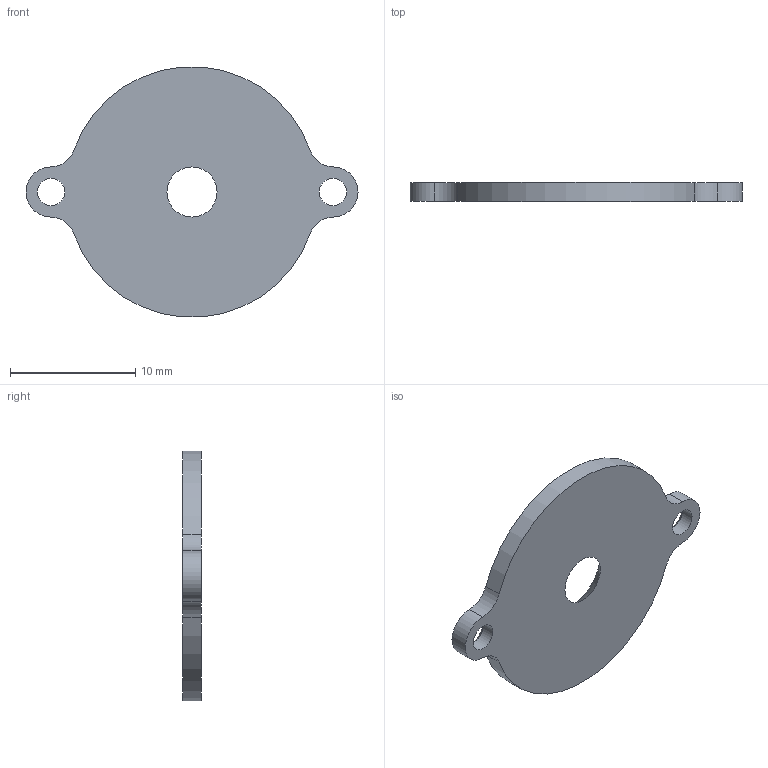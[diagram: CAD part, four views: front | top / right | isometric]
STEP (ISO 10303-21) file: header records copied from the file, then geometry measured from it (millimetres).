
FILE_DESCRIPTION(/* description */ (''),/* implementation_level */ '2;1');
FILE_NAME(/* name */ 'negative terminal.stp',/* time_stamp */ '2024-07-19T15:50:19-07:00',/* author */ ('devan'),/* organization */ (''),/* preprocessor_version */ 'ST-DEVELOPER v20',/* originating_system */ 'Autodesk Inventor 2024',/* authorisation */ '');
FILE_SCHEMA (('AUTOMOTIVE_DESIGN { 1 0 10303 214 3 1 1 }'));
Length unit declared in the file: millimetre
Products named in the file (1): negative terminal
Bounding box: 26.5 x 1.5 x 19.93 mm (x, y, z)
Volume: 459.2 mm3; surface area: 773.2 mm2
Topology: 1 solids, 1 shells, 15 faces, 37 edges, 24 vertices
Faces by surface type: cylinder 10, cone 3, plane 2
Full cylindrical faces by diameter (mm): 2.2 x2
Entity records: 514 total; most frequent: DIRECTION 93, CARTESIAN_POINT 77, ORIENTED_EDGE 74, AXIS2_PLACEMENT_3D 40, EDGE_CURVE 37, CIRCLE 24, VERTEX_POINT 24, EDGE_LOOP 21
